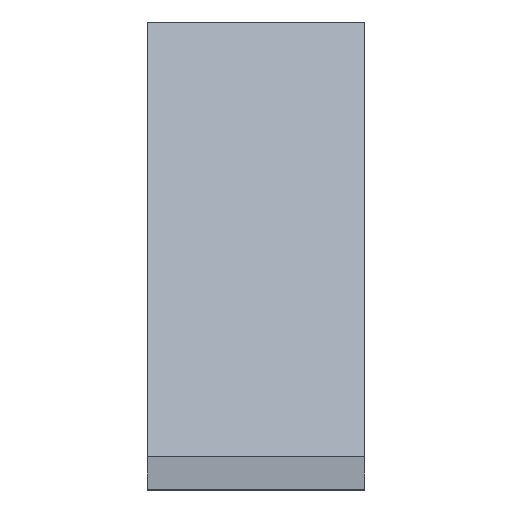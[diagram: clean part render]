
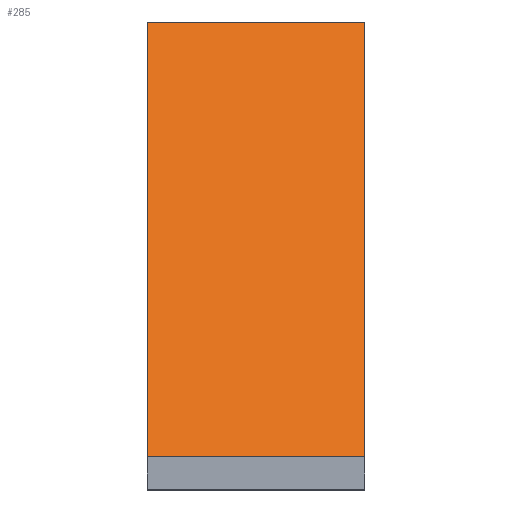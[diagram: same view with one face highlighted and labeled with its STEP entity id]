
A CAD part, top view. The second image highlights one B-rep face of the part: STEP entity #285.
In plain terms, the highlighted planar face has unit normal (0, 0.5, 0.866).
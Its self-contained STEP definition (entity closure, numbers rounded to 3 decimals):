
#30=FACE_OUTER_BOUND('',#46,.T.);
#46=EDGE_LOOP('',(#205,#206,#207,#208));
#71=LINE('',#446,#104);
#72=LINE('',#448,#105);
#73=LINE('',#450,#106);
#74=LINE('',#451,#107);
#104=VECTOR('',#363,10.);
#105=VECTOR('',#364,10.);
#106=VECTOR('',#365,10.);
#107=VECTOR('',#366,10.);
#138=VERTEX_POINT('',#444);
#139=VERTEX_POINT('',#445);
#140=VERTEX_POINT('',#447);
#141=VERTEX_POINT('',#449);
#165=EDGE_CURVE('',#138,#139,#71,.T.);
#166=EDGE_CURVE('',#138,#140,#72,.T.);
#167=EDGE_CURVE('',#140,#141,#73,.T.);
#168=EDGE_CURVE('',#141,#139,#74,.T.);
#205=ORIENTED_EDGE('',*,*,#165,.F.);
#206=ORIENTED_EDGE('',*,*,#166,.T.);
#207=ORIENTED_EDGE('',*,*,#167,.T.);
#208=ORIENTED_EDGE('',*,*,#168,.T.);
#273=PLANE('',#325);
#285=ADVANCED_FACE('',(#30),#273,.T.);
#325=AXIS2_PLACEMENT_3D('',#443,#361,#362);
#361=DIRECTION('center_axis',(0.,0.5,0.866));
#362=DIRECTION('ref_axis',(0.,-0.866,0.5));
#363=DIRECTION('',(0.,-0.866,0.5));
#364=DIRECTION('',(-1.,0.,0.));
#365=DIRECTION('',(0.,-0.866,0.5));
#366=DIRECTION('',(1.,0.,0.));
#443=CARTESIAN_POINT('Origin',(0.,40.,-54.536));
#444=CARTESIAN_POINT('',(20.,43.,-56.268));
#445=CARTESIAN_POINT('',(20.,3.,-33.174));
#446=CARTESIAN_POINT('',(20.,40.,-54.536));
#447=CARTESIAN_POINT('',(0.,43.,-56.268));
#448=CARTESIAN_POINT('',(0.,43.,-56.268));
#449=CARTESIAN_POINT('',(0.,3.,-33.174));
#450=CARTESIAN_POINT('',(0.,40.,-54.536));
#451=CARTESIAN_POINT('',(0.,3.,-33.174));
